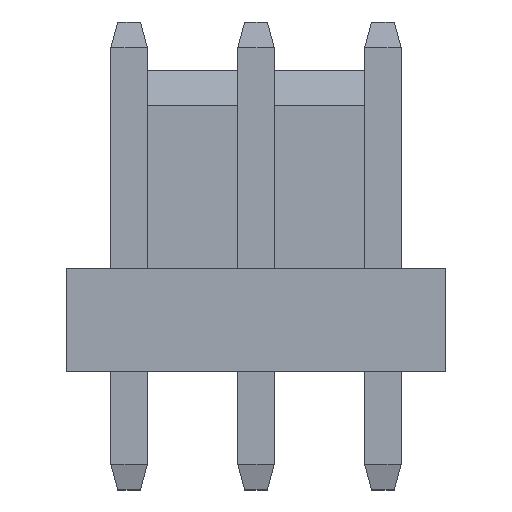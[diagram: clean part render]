
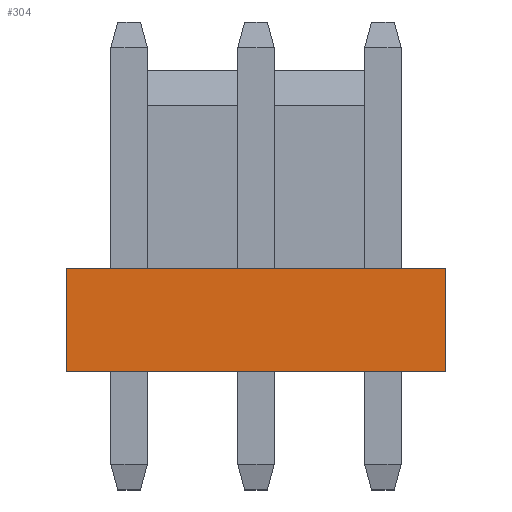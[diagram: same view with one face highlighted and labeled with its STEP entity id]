
A CAD part, top view. The second image highlights one B-rep face of the part: STEP entity #304.
In plain terms, the highlighted planar face has unit normal (0, 0, 1).
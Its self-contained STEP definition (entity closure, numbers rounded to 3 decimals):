
#5 = DIRECTION ( 'NONE',  ( 1., 0., 0. ) ) ;
#52 = ORIENTED_EDGE ( 'NONE', *, *, #390, .F. ) ;
#64 = DIRECTION ( 'NONE',  ( 0., -1., 0. ) ) ;
#80 = VERTEX_POINT ( 'NONE', #1260 ) ;
#148 = CARTESIAN_POINT ( 'NONE',  ( 9.87, 3.2, 4.8 ) ) ;
#166 = DIRECTION ( 'NONE',  ( 1., 0., 0. ) ) ;
#172 = LINE ( 'NONE', #611, #875 ) ;
#189 = VERTEX_POINT ( 'NONE', #674 ) ;
#271 = ORIENTED_EDGE ( 'NONE', *, *, #475, .T. ) ;
#304 = ADVANCED_FACE ( 'NONE', ( #1229 ), #1329, .T. ) ;
#308 = LINE ( 'NONE', #1026, #1346 ) ;
#336 = CARTESIAN_POINT ( 'NONE',  ( 9.87, 3.2, 4.8 ) ) ;
#346 = VERTEX_POINT ( 'NONE', #336 ) ;
#390 = EDGE_CURVE ( 'NONE', #346, #649, #510, .T. ) ;
#399 = EDGE_CURVE ( 'NONE', #80, #649, #308, .T. ) ;
#443 = EDGE_CURVE ( 'NONE', #189, #346, #1334, .T. ) ;
#459 = DIRECTION ( 'NONE',  ( 0., 0., 1. ) ) ;
#475 = EDGE_CURVE ( 'NONE', #189, #80, #172, .T. ) ;
#510 = LINE ( 'NONE', #148, #1308 ) ;
#562 = CARTESIAN_POINT ( 'NONE',  ( -1.95, 0., 4.8 ) ) ;
#611 = CARTESIAN_POINT ( 'NONE',  ( -1.95, 3.2, 4.8 ) ) ;
#649 = VERTEX_POINT ( 'NONE', #913 ) ;
#674 = CARTESIAN_POINT ( 'NONE',  ( -1.95, 3.2, 4.8 ) ) ;
#704 = DIRECTION ( 'NONE',  ( 1., 0., 0. ) ) ;
#761 = AXIS2_PLACEMENT_3D ( 'NONE', #562, #459, #5 ) ;
#801 = EDGE_LOOP ( 'NONE', ( #805, #52, #835, #271 ) ) ;
#805 = ORIENTED_EDGE ( 'NONE', *, *, #399, .T. ) ;
#835 = ORIENTED_EDGE ( 'NONE', *, *, #443, .F. ) ;
#875 = VECTOR ( 'NONE', #64, 1000. ) ;
#913 = CARTESIAN_POINT ( 'NONE',  ( 9.87, 0., 4.8 ) ) ;
#914 = CARTESIAN_POINT ( 'NONE',  ( -1.95, 3.2, 4.8 ) ) ;
#1026 = CARTESIAN_POINT ( 'NONE',  ( -1.95, 0., 4.8 ) ) ;
#1171 = VECTOR ( 'NONE', #704, 1000. ) ;
#1229 = FACE_OUTER_BOUND ( 'NONE', #801, .T. ) ;
#1248 = DIRECTION ( 'NONE',  ( 0., -1., 0. ) ) ;
#1260 = CARTESIAN_POINT ( 'NONE',  ( -1.95, 0., 4.8 ) ) ;
#1308 = VECTOR ( 'NONE', #1248, 1000. ) ;
#1329 = PLANE ( 'NONE',  #761 ) ;
#1334 = LINE ( 'NONE', #914, #1171 ) ;
#1346 = VECTOR ( 'NONE', #166, 1000. ) ;
